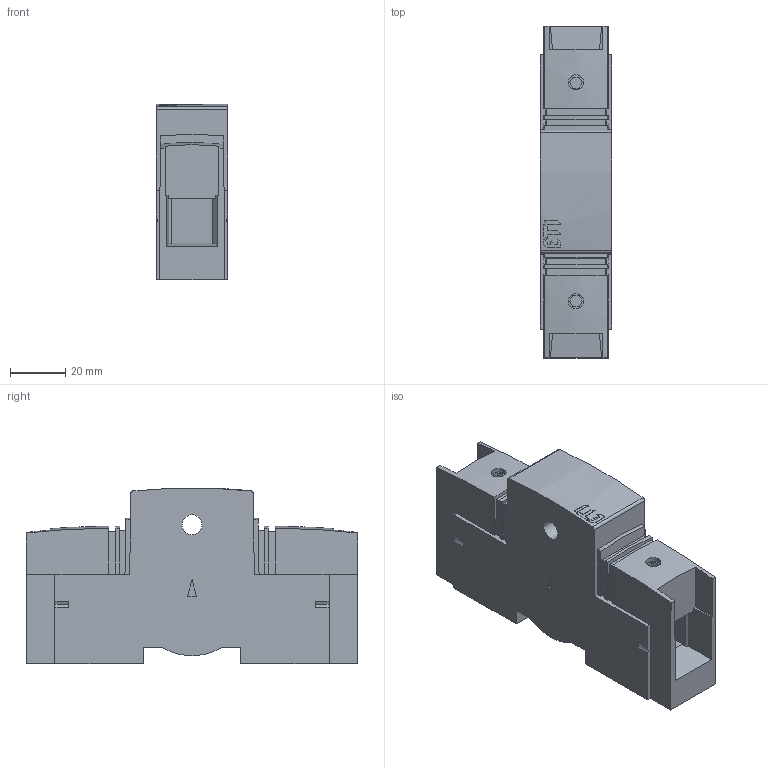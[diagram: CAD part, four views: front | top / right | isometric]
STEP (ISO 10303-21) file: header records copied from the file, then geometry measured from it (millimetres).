
FILE_DESCRIPTION((''),'2;1');
FILE_NAME('ASM7052_ASM','2021-09-20T',('marketing.praksa'),('Audax d.o.o.'),'CREO PARAMETRIC BY PTC INC, 2017480','CREO PARAMETRIC BY PTC INC, 2017480','');
FILE_SCHEMA(('AUTOMOTIVE_DESIGN { 1 0 10303 214 1 1 1 1 }'));
Length unit declared in the file: millimetre
Products named in the file (4): 22009011; PRT7131; PRT7132; ASM7052_ASM
Assembly tree (3 placements, depth 2):
  ASM7052_ASM
    22009011
    PRT7131
    PRT7132
Bounding box: 26 x 120.5 x 63.82 mm (x, y, z)
Volume: 137939.1 mm3; surface area: 27971.9 mm2
Topology: 6 solids, 6 shells, 251 faces, 700 edges, 470 vertices
Faces by surface type: plane 180, cylinder 69, torus 2
Entity records: 12900 total; most frequent: CARTESIAN_POINT 2183, ORIENTED_EDGE 1400, DIRECTION 1212, PRESENTATION_STYLE_ASSIGNMENT 957, STYLED_ITEM 957, CURVE_STYLE 700, EDGE_CURVE 700, VECTOR 504
